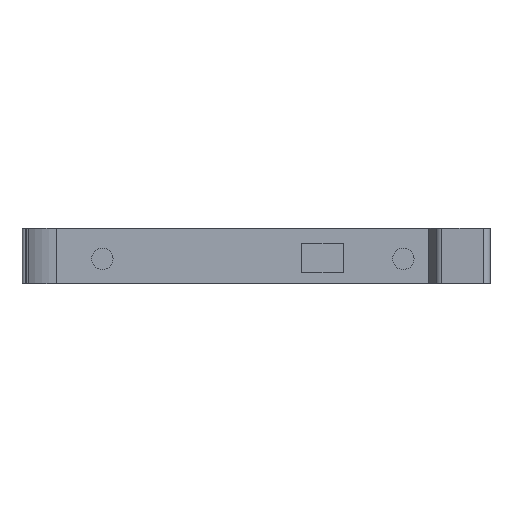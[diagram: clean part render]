
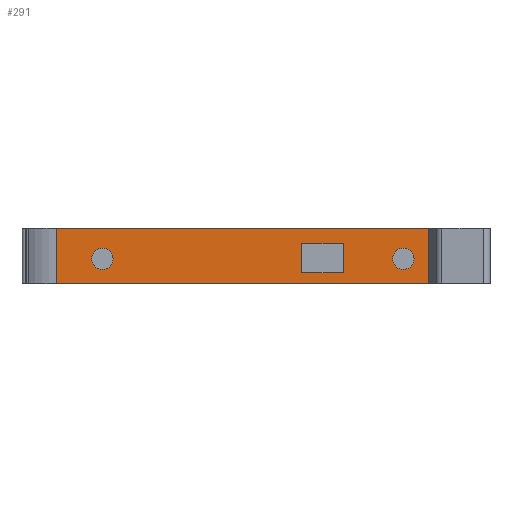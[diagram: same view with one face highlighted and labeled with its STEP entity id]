
A CAD part, top view. The second image highlights one B-rep face of the part: STEP entity #291.
In plain terms, the highlighted planar face has unit normal (0, 0, 1).
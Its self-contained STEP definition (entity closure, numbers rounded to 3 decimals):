
#291 = ADVANCED_FACE( '', ( #790, #791, #792, #793 ), #794, .T. );
#790 = FACE_BOUND( '', #1507, .T. );
#791 = FACE_OUTER_BOUND( '', #1508, .T. );
#792 = FACE_BOUND( '', #1509, .T. );
#793 = FACE_BOUND( '', #1510, .T. );
#794 = PLANE( '', #1511 );
#1507 = EDGE_LOOP( '', ( #2311 ) );
#1508 = EDGE_LOOP( '', ( #2312, #2313, #2314, #2315 ) );
#1509 = EDGE_LOOP( '', ( #2316 ) );
#1510 = EDGE_LOOP( '', ( #2317, #2318, #2319, #2320 ) );
#1511 = AXIS2_PLACEMENT_3D( '', #2321, #2322, #2323 );
#2311 = ORIENTED_EDGE( '', *, *, #4496, .T. );
#2312 = ORIENTED_EDGE( '', *, *, #4497, .F. );
#2313 = ORIENTED_EDGE( '', *, *, #4498, .F. );
#2314 = ORIENTED_EDGE( '', *, *, #4499, .T. );
#2315 = ORIENTED_EDGE( '', *, *, #4500, .T. );
#2316 = ORIENTED_EDGE( '', *, *, #4501, .T. );
#2317 = ORIENTED_EDGE( '', *, *, #4502, .T. );
#2318 = ORIENTED_EDGE( '', *, *, #4503, .T. );
#2319 = ORIENTED_EDGE( '', *, *, #4504, .T. );
#2320 = ORIENTED_EDGE( '', *, *, #4505, .T. );
#2321 = CARTESIAN_POINT( '', ( 22.336, 9., 23.539 ) );
#2322 = DIRECTION( '', ( 0., 0., 1. ) );
#2323 = DIRECTION( '', ( 1., 0., 0. ) );
#4496 = EDGE_CURVE( '', #5460, #5460, #5461, .T. );
#4497 = EDGE_CURVE( '', #5462, #5463, #5464, .T. );
#4498 = EDGE_CURVE( '', #5465, #5462, #5466, .T. );
#4499 = EDGE_CURVE( '', #5465, #5467, #5468, .T. );
#4500 = EDGE_CURVE( '', #5467, #5463, #5469, .T. );
#4501 = EDGE_CURVE( '', #5470, #5470, #5471, .T. );
#4502 = EDGE_CURVE( '', #5472, #5473, #5474, .T. );
#4503 = EDGE_CURVE( '', #5473, #5475, #5476, .T. );
#4504 = EDGE_CURVE( '', #5475, #5477, #5478, .T. );
#4505 = EDGE_CURVE( '', #5477, #5472, #5479, .T. );
#5460 = VERTEX_POINT( '', #6850 );
#5461 = CIRCLE( '', #6851, 1.75 );
#5462 = VERTEX_POINT( '', #6852 );
#5463 = VERTEX_POINT( '', #6853 );
#5464 = LINE( '', #6854, #6855 );
#5465 = VERTEX_POINT( '', #6856 );
#5466 = LINE( '', #6857, #6858 );
#5467 = VERTEX_POINT( '', #6859 );
#5468 = LINE( '', #6860, #6861 );
#5469 = LINE( '', #6862, #6863 );
#5470 = VERTEX_POINT( '', #6864 );
#5471 = CIRCLE( '', #6865, 1.75 );
#5472 = VERTEX_POINT( '', #6866 );
#5473 = VERTEX_POINT( '', #6867 );
#5474 = LINE( '', #6868, #6869 );
#5475 = VERTEX_POINT( '', #6870 );
#5476 = LINE( '', #6871, #6872 );
#5477 = VERTEX_POINT( '', #6873 );
#5478 = LINE( '', #6874, #6875 );
#5479 = LINE( '', #6876, #6877 );
#6850 = CARTESIAN_POINT( '', ( 25.835, 4., 23.539 ) );
#6851 = AXIS2_PLACEMENT_3D( '', #8501, #8502, #8503 );
#6852 = CARTESIAN_POINT( '', ( 28.255, 0., 23.539 ) );
#6853 = CARTESIAN_POINT( '', ( -32.584, 0., 23.539 ) );
#6854 = CARTESIAN_POINT( '', ( 22.336, 0., 23.539 ) );
#6855 = VECTOR( '', #8504, 1000. );
#6856 = CARTESIAN_POINT( '', ( 28.255, 9., 23.539 ) );
#6857 = CARTESIAN_POINT( '', ( 28.255, 9., 23.539 ) );
#6858 = VECTOR( '', #8505, 1000. );
#6859 = CARTESIAN_POINT( '', ( -32.584, 9., 23.539 ) );
#6860 = CARTESIAN_POINT( '', ( 28.255, 9., 23.539 ) );
#6861 = VECTOR( '', #8506, 1000. );
#6862 = CARTESIAN_POINT( '', ( -32.584, 9., 23.539 ) );
#6863 = VECTOR( '', #8507, 1000. );
#6864 = CARTESIAN_POINT( '', ( -23.365, 4., 23.539 ) );
#6865 = AXIS2_PLACEMENT_3D( '', #8508, #8509, #8510 );
#6866 = CARTESIAN_POINT( '', ( 7.445, 1.7, 23.539 ) );
#6867 = CARTESIAN_POINT( '', ( 7.445, 6.5, 23.539 ) );
#6868 = CARTESIAN_POINT( '', ( 7.445, 6.5, 23.539 ) );
#6869 = VECTOR( '', #8511, 1000. );
#6870 = CARTESIAN_POINT( '', ( 14.295, 6.5, 23.539 ) );
#6871 = CARTESIAN_POINT( '', ( 14.295, 6.5, 23.539 ) );
#6872 = VECTOR( '', #8512, 1000. );
#6873 = CARTESIAN_POINT( '', ( 14.295, 1.7, 23.539 ) );
#6874 = CARTESIAN_POINT( '', ( 14.295, 6.5, 23.539 ) );
#6875 = VECTOR( '', #8513, 1000. );
#6876 = CARTESIAN_POINT( '', ( 14.295, 1.7, 23.539 ) );
#6877 = VECTOR( '', #8514, 1000. );
#8501 = CARTESIAN_POINT( '', ( 24.085, 4., 23.539 ) );
#8502 = DIRECTION( '', ( 0., 0., -1. ) );
#8503 = DIRECTION( '', ( 1., 0., 0. ) );
#8504 = DIRECTION( '', ( -1., 0., 0. ) );
#8505 = DIRECTION( '', ( 0., -1., 0. ) );
#8506 = DIRECTION( '', ( -1., 0., 0. ) );
#8507 = DIRECTION( '', ( 0., -1., 0. ) );
#8508 = CARTESIAN_POINT( '', ( -25.115, 4., 23.539 ) );
#8509 = DIRECTION( '', ( 0., 0., -1. ) );
#8510 = DIRECTION( '', ( 1., 0., 0. ) );
#8511 = DIRECTION( '', ( 0., 1., 0. ) );
#8512 = DIRECTION( '', ( 1., 0., 0. ) );
#8513 = DIRECTION( '', ( 0., -1., 0. ) );
#8514 = DIRECTION( '', ( -1., 0., 0. ) );
